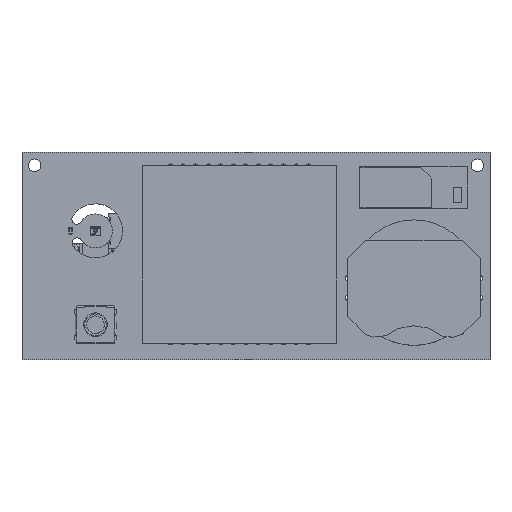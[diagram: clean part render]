
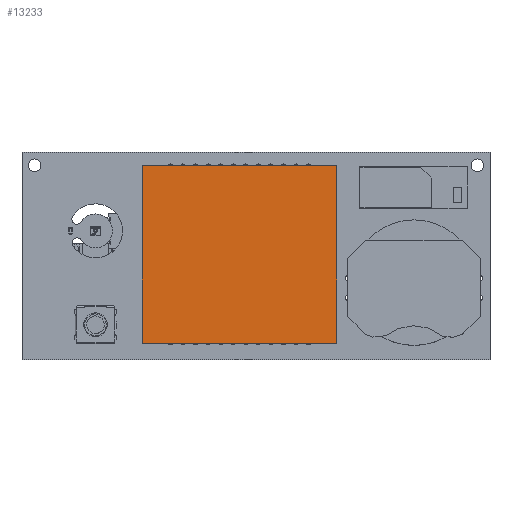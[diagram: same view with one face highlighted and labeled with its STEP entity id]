
A CAD part, top view. The second image highlights one B-rep face of the part: STEP entity #13233.
In plain terms, the highlighted planar face has unit normal (0, 0, 1).
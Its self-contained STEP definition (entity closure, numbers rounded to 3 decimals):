
#13104 = VERTEX_POINT('',#13105);
#13105 = CARTESIAN_POINT('',(-15.5,-14.15,2.5));
#13111 = EDGE_CURVE('',#13104,#13112,#13114,.T.);
#13112 = VERTEX_POINT('',#13113);
#13113 = CARTESIAN_POINT('',(-15.5,14.15,2.5));
#13114 = LINE('',#13115,#13116);
#13115 = CARTESIAN_POINT('',(-15.5,-14.15,2.5));
#13116 = VECTOR('',#13117,1.);
#13117 = DIRECTION('',(0.,1.,0.));
#13142 = EDGE_CURVE('',#13112,#13143,#13145,.T.);
#13143 = VERTEX_POINT('',#13144);
#13144 = CARTESIAN_POINT('',(15.5,14.15,2.5));
#13145 = LINE('',#13146,#13147);
#13146 = CARTESIAN_POINT('',(-15.5,14.15,2.5));
#13147 = VECTOR('',#13148,1.);
#13148 = DIRECTION('',(1.,0.,0.));
#13173 = EDGE_CURVE('',#13143,#13174,#13176,.T.);
#13174 = VERTEX_POINT('',#13175);
#13175 = CARTESIAN_POINT('',(15.5,-14.15,2.5));
#13176 = LINE('',#13177,#13178);
#13177 = CARTESIAN_POINT('',(15.5,14.15,2.5));
#13178 = VECTOR('',#13179,1.);
#13179 = DIRECTION('',(0.,-1.,0.));
#13204 = EDGE_CURVE('',#13174,#13104,#13205,.T.);
#13205 = LINE('',#13206,#13207);
#13206 = CARTESIAN_POINT('',(15.5,-14.15,2.5));
#13207 = VECTOR('',#13208,1.);
#13208 = DIRECTION('',(-1.,0.,0.));
#13233 = ADVANCED_FACE('',(#13234),#13240,.T.);
#13234 = FACE_BOUND('',#13235,.F.);
#13235 = EDGE_LOOP('',(#13236,#13237,#13238,#13239));
#13236 = ORIENTED_EDGE('',*,*,#13111,.T.);
#13237 = ORIENTED_EDGE('',*,*,#13142,.T.);
#13238 = ORIENTED_EDGE('',*,*,#13173,.T.);
#13239 = ORIENTED_EDGE('',*,*,#13204,.T.);
#13240 = PLANE('',#13241);
#13241 = AXIS2_PLACEMENT_3D('',#13242,#13243,#13244);
#13242 = CARTESIAN_POINT('',(-15.5,-14.15,2.5));
#13243 = DIRECTION('',(0.,0.,1.));
#13244 = DIRECTION('',(1.,0.,0.));
